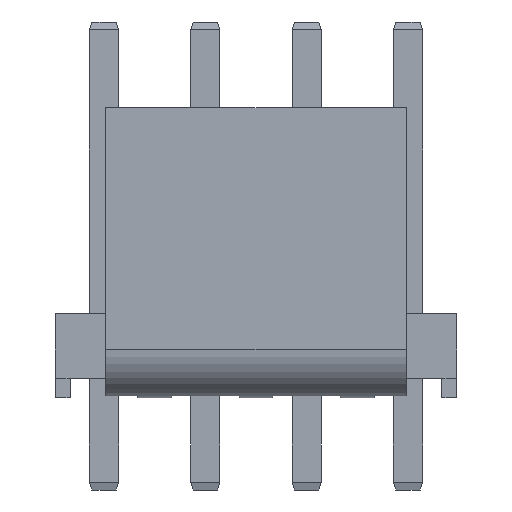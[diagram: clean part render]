
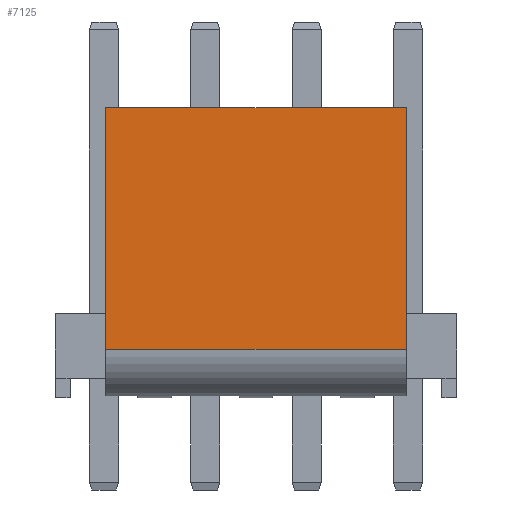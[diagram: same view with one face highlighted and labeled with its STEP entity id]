
A CAD part, front view. The second image highlights one B-rep face of the part: STEP entity #7125.
In plain terms, the highlighted planar face has unit normal (0, -1, 0).
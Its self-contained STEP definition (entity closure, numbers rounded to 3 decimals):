
#1506 = PLANE('',#1507);
#1507 = AXIS2_PLACEMENT_3D('',#1508,#1509,#1510);
#1508 = CARTESIAN_POINT('',(11.805,-4.9,13.935));
#1509 = DIRECTION('',(-1.,0.,0.));
#1510 = DIRECTION('',(-0.,0.,-1.));
#1896 = PLANE('',#1897);
#1897 = AXIS2_PLACEMENT_3D('',#1898,#1899,#1900);
#1898 = CARTESIAN_POINT('',(0.075,-4.9,-0.695));
#1899 = DIRECTION('',(1.,0.,0.));
#1900 = DIRECTION('',(0.,0.,1.));
#3703 = EDGE_CURVE('',#3704,#3706,#3708,.T.);
#3704 = VERTEX_POINT('',#3705);
#3705 = CARTESIAN_POINT('',(0.075,-4.9,1.91));
#3706 = VERTEX_POINT('',#3707);
#3707 = CARTESIAN_POINT('',(0.075,-4.9,11.33));
#3708 = SURFACE_CURVE('',#3709,(#3713,#3720),.PCURVE_S1.);
#3709 = LINE('',#3710,#3711);
#3710 = CARTESIAN_POINT('',(0.075,-4.9,-0.695));
#3711 = VECTOR('',#3712,1.);
#3712 = DIRECTION('',(0.,0.,1.));
#3713 = PCURVE('',#1896,#3714);
#3714 = DEFINITIONAL_REPRESENTATION('',(#3715),#3719);
#3715 = LINE('',#3716,#3717);
#3716 = CARTESIAN_POINT('',(0.,0.));
#3717 = VECTOR('',#3718,1.);
#3718 = DIRECTION('',(1.,0.));
#3719 = ( GEOMETRIC_REPRESENTATION_CONTEXT(2)
PARAMETRIC_REPRESENTATION_CONTEXT() REPRESENTATION_CONTEXT('2D SPACE',''
) );
#3720 = PCURVE('',#3721,#3726);
#3721 = PLANE('',#3722);
#3722 = AXIS2_PLACEMENT_3D('',#3723,#3724,#3725);
#3723 = CARTESIAN_POINT('',(13.785,-4.9,11.33));
#3724 = DIRECTION('',(0.,-1.,0.));
#3725 = DIRECTION('',(-0.,0.,-1.));
#3726 = DEFINITIONAL_REPRESENTATION('',(#3727),#3731);
#3727 = LINE('',#3728,#3729);
#3728 = CARTESIAN_POINT('',(12.025,-13.71));
#3729 = VECTOR('',#3730,1.);
#3730 = DIRECTION('',(-1.,0.));
#3731 = ( GEOMETRIC_REPRESENTATION_CONTEXT(2)
PARAMETRIC_REPRESENTATION_CONTEXT() REPRESENTATION_CONTEXT('2D SPACE',''
) );
#3750 = CYLINDRICAL_SURFACE('',#3751,1.948);
#3751 = AXIS2_PLACEMENT_3D('',#3752,#3753,#3754);
#3752 = CARTESIAN_POINT('',(13.785,-2.953,1.947));
#3753 = DIRECTION('',(1.,0.,0.));
#3754 = DIRECTION('',(0.,-1.,
-0.019));
#3982 = PLANE('',#3983);
#3983 = AXIS2_PLACEMENT_3D('',#3984,#3985,#3986);
#3984 = CARTESIAN_POINT('',(13.785,-4.13,11.33));
#3985 = DIRECTION('',(0.,0.,1.));
#3986 = DIRECTION('',(0.,-1.,0.));
#4657 = EDGE_CURVE('',#4658,#4660,#4662,.T.);
#4658 = VERTEX_POINT('',#4659);
#4659 = CARTESIAN_POINT('',(11.805,-4.9,11.33));
#4660 = VERTEX_POINT('',#4661);
#4661 = CARTESIAN_POINT('',(11.805,-4.9,1.91));
#4662 = SURFACE_CURVE('',#4663,(#4667,#4674),.PCURVE_S1.);
#4663 = LINE('',#4664,#4665);
#4664 = CARTESIAN_POINT('',(11.805,-4.9,13.935));
#4665 = VECTOR('',#4666,1.);
#4666 = DIRECTION('',(0.,-0.,-1.));
#4667 = PCURVE('',#1506,#4668);
#4668 = DEFINITIONAL_REPRESENTATION('',(#4669),#4673);
#4669 = LINE('',#4670,#4671);
#4670 = CARTESIAN_POINT('',(0.,0.));
#4671 = VECTOR('',#4672,1.);
#4672 = DIRECTION('',(1.,0.));
#4673 = ( GEOMETRIC_REPRESENTATION_CONTEXT(2)
PARAMETRIC_REPRESENTATION_CONTEXT() REPRESENTATION_CONTEXT('2D SPACE',''
) );
#4674 = PCURVE('',#3721,#4675);
#4675 = DEFINITIONAL_REPRESENTATION('',(#4676),#4680);
#4676 = LINE('',#4677,#4678);
#4677 = CARTESIAN_POINT('',(-2.605,-1.98));
#4678 = VECTOR('',#4679,1.);
#4679 = DIRECTION('',(1.,0.));
#4680 = ( GEOMETRIC_REPRESENTATION_CONTEXT(2)
PARAMETRIC_REPRESENTATION_CONTEXT() REPRESENTATION_CONTEXT('2D SPACE',''
) );
#7125 = ADVANCED_FACE('',(#7126),#3721,.T.);
#7126 = FACE_BOUND('',#7127,.T.);
#7127 = EDGE_LOOP('',(#7128,#7129,#7150,#7151));
#7128 = ORIENTED_EDGE('',*,*,#4657,.F.);
#7129 = ORIENTED_EDGE('',*,*,#7130,.T.);
#7130 = EDGE_CURVE('',#4658,#3706,#7131,.T.);
#7131 = SURFACE_CURVE('',#7132,(#7136,#7143),.PCURVE_S1.);
#7132 = LINE('',#7133,#7134);
#7133 = CARTESIAN_POINT('',(13.785,-4.9,11.33));
#7134 = VECTOR('',#7135,1.);
#7135 = DIRECTION('',(-1.,0.,0.));
#7136 = PCURVE('',#3721,#7137);
#7137 = DEFINITIONAL_REPRESENTATION('',(#7138),#7142);
#7138 = LINE('',#7139,#7140);
#7139 = CARTESIAN_POINT('',(0.,0.));
#7140 = VECTOR('',#7141,1.);
#7141 = DIRECTION('',(0.,-1.));
#7142 = ( GEOMETRIC_REPRESENTATION_CONTEXT(2)
PARAMETRIC_REPRESENTATION_CONTEXT() REPRESENTATION_CONTEXT('2D SPACE',''
) );
#7143 = PCURVE('',#3982,#7144);
#7144 = DEFINITIONAL_REPRESENTATION('',(#7145),#7149);
#7145 = LINE('',#7146,#7147);
#7146 = CARTESIAN_POINT('',(0.77,0.));
#7147 = VECTOR('',#7148,1.);
#7148 = DIRECTION('',(0.,-1.));
#7149 = ( GEOMETRIC_REPRESENTATION_CONTEXT(2)
PARAMETRIC_REPRESENTATION_CONTEXT() REPRESENTATION_CONTEXT('2D SPACE',''
) );
#7150 = ORIENTED_EDGE('',*,*,#3703,.F.);
#7151 = ORIENTED_EDGE('',*,*,#7152,.F.);
#7152 = EDGE_CURVE('',#4660,#3704,#7153,.T.);
#7153 = SURFACE_CURVE('',#7154,(#7158,#7165),.PCURVE_S1.);
#7154 = LINE('',#7155,#7156);
#7155 = CARTESIAN_POINT('',(13.785,-4.9,1.91));
#7156 = VECTOR('',#7157,1.);
#7157 = DIRECTION('',(-1.,0.,0.));
#7158 = PCURVE('',#3721,#7159);
#7159 = DEFINITIONAL_REPRESENTATION('',(#7160),#7164);
#7160 = LINE('',#7161,#7162);
#7161 = CARTESIAN_POINT('',(9.42,0.));
#7162 = VECTOR('',#7163,1.);
#7163 = DIRECTION('',(0.,-1.));
#7164 = ( GEOMETRIC_REPRESENTATION_CONTEXT(2)
PARAMETRIC_REPRESENTATION_CONTEXT() REPRESENTATION_CONTEXT('2D SPACE',''
) );
#7165 = PCURVE('',#3750,#7166);
#7166 = DEFINITIONAL_REPRESENTATION('',(#7167),#7171);
#7167 = LINE('',#7168,#7169);
#7168 = CARTESIAN_POINT('',(0.,0.));
#7169 = VECTOR('',#7170,1.);
#7170 = DIRECTION('',(0.,-1.));
#7171 = ( GEOMETRIC_REPRESENTATION_CONTEXT(2)
PARAMETRIC_REPRESENTATION_CONTEXT() REPRESENTATION_CONTEXT('2D SPACE',''
) );
